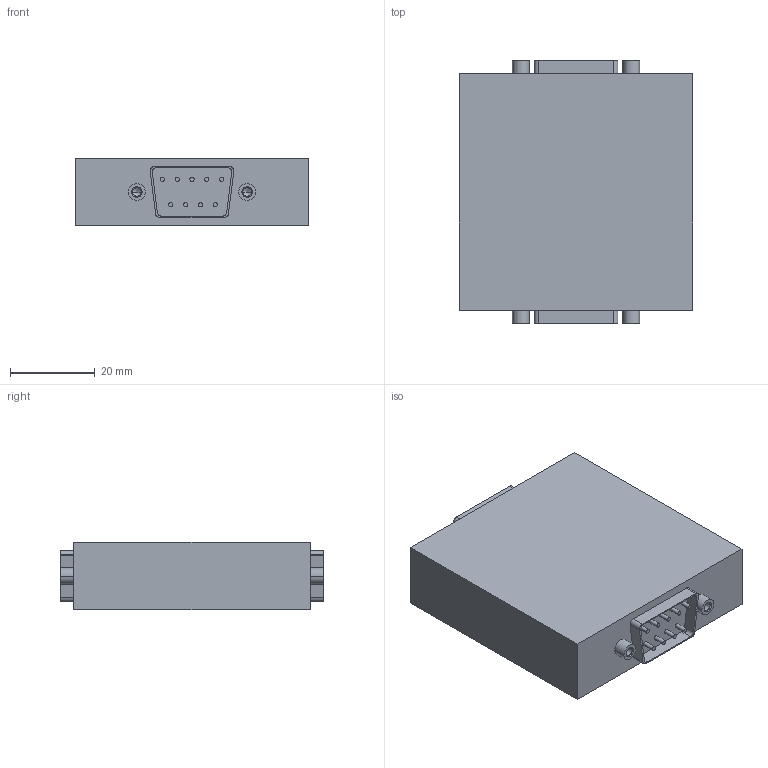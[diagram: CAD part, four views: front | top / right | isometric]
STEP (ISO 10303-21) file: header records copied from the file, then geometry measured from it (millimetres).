
FILE_DESCRIPTION(('STEP AP203'),'1');
FILE_NAME('burster_9235-abg_4xwvbvdrk8hj305g11t94hwei.stp','2013-08-27T14:23:02',('TraceParts'),('TraceParts S.A.'),'XStep 1.0',' ',' ');
FILE_SCHEMA(('CONFIG_CONTROL_DESIGN'));
Length unit declared in the file: millimetre
Products named in the file (1): 1
Bounding box: 55 x 62 x 16 mm (x, y, z)
Volume: 49970.3 mm3; surface area: 10706.9 mm2
Topology: 1 solids, 1 shells, 141 faces, 314 edges, 200 vertices
Faces by surface type: cylinder 78, plane 47, cone 16
Entity records: 3952 total; most frequent: DIRECTION 754, CARTESIAN_POINT 648, ORIENTED_EDGE 612, AXIS2_PLACEMENT_3D 306, EDGE_CURVE 306, VERTEX_POINT 200, EDGE_LOOP 174, CIRCLE 164
